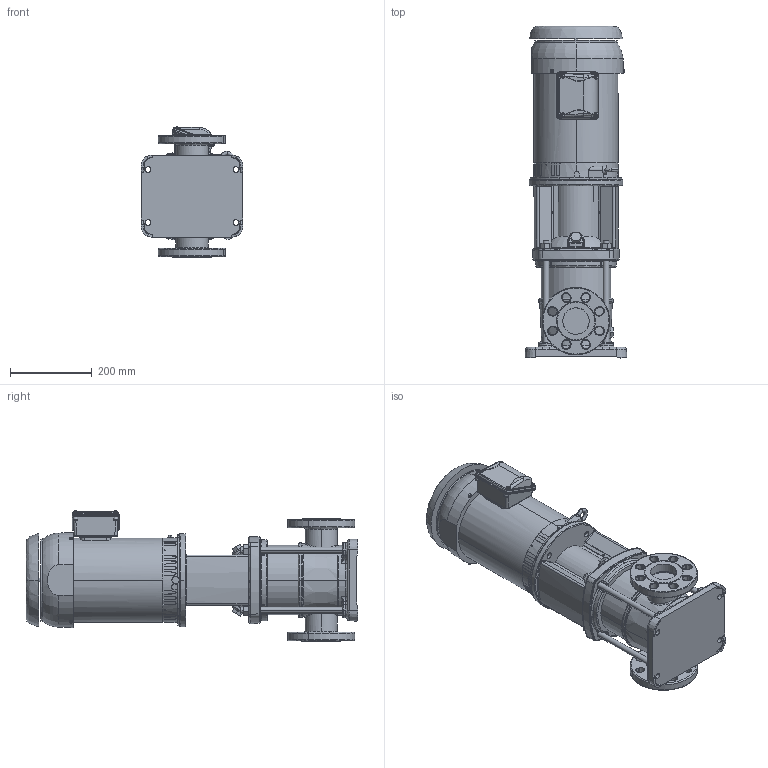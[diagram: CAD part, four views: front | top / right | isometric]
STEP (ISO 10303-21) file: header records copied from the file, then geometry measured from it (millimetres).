
FILE_DESCRIPTION (( 'STEP AP203' ), '1' );
FILE_NAME ('3303081 - MVI-100-1-3 HP-182TC-304-E-208-230_460~3.step', '2022-03-30T17:29:31', ( '' ), ( '' ), 'SwSTEP 2.0', 'SolidWorks 2021', '' );
FILE_SCHEMA (( 'CONFIG_CONTROL_DESIGN' ));
Length unit declared in the file: inch
Products named in the file (5): MVI PEO - [304-EPDM]_3304081 - MVI-100-1-3 HP-182TC-304-E-S; sbi_n_20-1_flange(NEMA); 3303081 - MVI-100-1-3 HP-182TC-304-E-208-230_460~3; 3329243 - NEMA V2 3 HP 182_4TC 208-230_460~3 TEFC; TEFC MOTOR_3329243 - NEMA V2 3 HP 182_4TC 208-230_460~3 TEFC
Assembly tree (4 placements, depth 3):
  3303081 - MVI-100-1-3 HP-182TC-304-E-208-230_460~3
    MVI PEO - [304-EPDM]_3304081 - MVI-100-1-3 HP-182TC-304-E-S
      sbi_n_20-1_flange(NEMA)
    TEFC MOTOR_3329243 - NEMA V2 3 HP 182_4TC 208-230_460~3 TEFC
      3329243 - NEMA V2 3 HP 182_4TC 208-230_460~3 TEFC
Bounding box: 248.82 x 813.06 x 320.29 mm (x, y, z)
Volume: 25717158.5 mm3; surface area: 1180914.9 mm2
Topology: 5 solids, 7 shells, 3728 faces, 9897 edges, 6456 vertices
Faces by surface type: plane 1702, cylinder 1467, bspline 384, cone 127, torus 48
Entity records: 151445 total; most frequent: CARTESIAN_POINT 60459, ORIENTED_EDGE 19744, DIRECTION 17905, EDGE_CURVE 9872, VERTEX_POINT 6456, AXIS2_PLACEMENT_3D 6317, VECTOR 5271, LINE 5271
